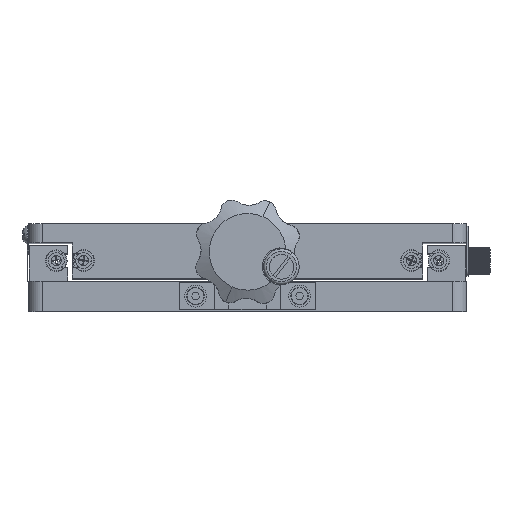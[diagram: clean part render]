
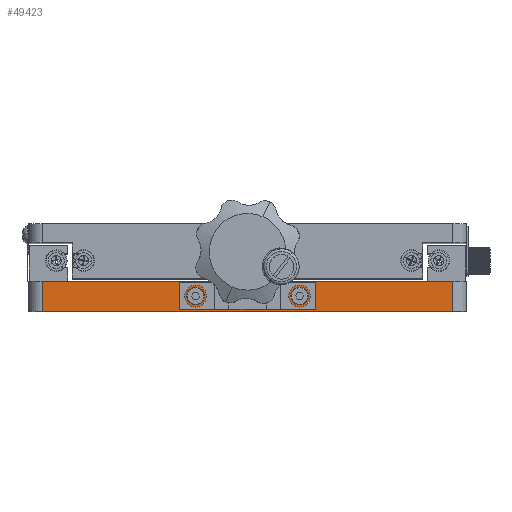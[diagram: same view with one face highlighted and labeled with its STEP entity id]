
A CAD part, top view. The second image highlights one B-rep face of the part: STEP entity #49423.
In plain terms, the highlighted planar face has unit normal (0, 0, 1).
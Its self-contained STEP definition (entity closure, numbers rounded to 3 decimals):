
#357 = CARTESIAN_POINT ( 'NONE',  ( -12.5, 5.5, 0. ) ) ;
#477 = FACE_BOUND ( 'NONE', #43662, .T. ) ;
#1934 = ORIENTED_EDGE ( 'NONE', *, *, #24272, .F. ) ;
#2545 = EDGE_CURVE ( 'NONE', #52581, #60844, #59814, .T. ) ;
#2852 = CARTESIAN_POINT ( 'NONE',  ( 19., 7.15, 0. ) ) ;
#2961 = CIRCLE ( 'NONE', #48870, 1.65 ) ;
#3198 = VECTOR ( 'NONE', #40739, 1000. ) ;
#3292 = DIRECTION ( 'NONE',  ( -1., 0., 0. ) ) ;
#3617 = ORIENTED_EDGE ( 'NONE', *, *, #42003, .T. ) ;
#4085 = DIRECTION ( 'NONE',  ( 0., 1., 0. ) ) ;
#4259 = AXIS2_PLACEMENT_3D ( 'NONE', #65297, #34277, #3292 ) ;
#4281 = CARTESIAN_POINT ( 'NONE',  ( -75., 11., 0. ) ) ;
#5549 = CARTESIAN_POINT ( 'NONE',  ( -80., 11., 0. ) ) ;
#6352 = VECTOR ( 'NONE', #7890, 1000. ) ;
#6360 = VECTOR ( 'NONE', #4085, 1000. ) ;
#6413 = CARTESIAN_POINT ( 'NONE',  ( 10., 5.5, 0. ) ) ;
#6582 = CARTESIAN_POINT ( 'NONE',  ( 12.5, 5.5, 0. ) ) ;
#7890 = DIRECTION ( 'NONE',  ( 1., 0., 0. ) ) ;
#8455 = DIRECTION ( 'NONE',  ( 0., 0., 1. ) ) ;
#9051 = VERTEX_POINT ( 'NONE', #2852 ) ;
#9072 = CARTESIAN_POINT ( 'NONE',  ( 75., 11., 0. ) ) ;
#9080 = EDGE_CURVE ( 'NONE', #52837, #17751, #46538, .T. ) ;
#10735 = DIRECTION ( 'NONE',  ( 1., 0., 0. ) ) ;
#11181 = CIRCLE ( 'NONE', #32596, 2.5 ) ;
#11196 = AXIS2_PLACEMENT_3D ( 'NONE', #21092, #57340, #26295 ) ;
#11219 = CARTESIAN_POINT ( 'NONE',  ( -19., 7.15, 0. ) ) ;
#11571 = DIRECTION ( 'NONE',  ( -1., 0., 0. ) ) ;
#11807 = EDGE_CURVE ( 'NONE', #52405, #25302, #11181, .T. ) ;
#13206 = CARTESIAN_POINT ( 'NONE',  ( -10., 5.5, 0. ) ) ;
#13992 = VERTEX_POINT ( 'NONE', #20024 ) ;
#15652 = CIRCLE ( 'NONE', #28662, 1.65 ) ;
#16918 = EDGE_LOOP ( 'NONE', ( #66128, #35063 ) ) ;
#17182 = EDGE_CURVE ( 'NONE', #25302, #52405, #20770, .T. ) ;
#17751 = VERTEX_POINT ( 'NONE', #42266 ) ;
#18310 = CIRCLE ( 'NONE', #62243, 1.65 ) ;
#18352 = DIRECTION ( 'NONE',  ( 1., 0., 0. ) ) ;
#18425 = DIRECTION ( 'NONE',  ( -1., 0., 0. ) ) ;
#20024 = CARTESIAN_POINT ( 'NONE',  ( 75., 11., 0. ) ) ;
#20770 = CIRCLE ( 'NONE', #11196, 2.5 ) ;
#20905 = LINE ( 'NONE', #44148, #22545 ) ;
#21092 = CARTESIAN_POINT ( 'NONE',  ( 10., 5.5, 0. ) ) ;
#21144 = CARTESIAN_POINT ( 'NONE',  ( 75., 0., 0. ) ) ;
#22545 = VECTOR ( 'NONE', #18352, 1000. ) ;
#23118 = DIRECTION ( 'NONE',  ( 0., 0., 1. ) ) ;
#23533 = CARTESIAN_POINT ( 'NONE',  ( -80., 0., 0. ) ) ;
#24272 = EDGE_CURVE ( 'NONE', #56158, #13992, #20905, .T. ) ;
#24573 = CARTESIAN_POINT ( 'NONE',  ( -19., 5.5, 0. ) ) ;
#24807 = FACE_OUTER_BOUND ( 'NONE', #49383, .T. ) ;
#25302 = VERTEX_POINT ( 'NONE', #37076 ) ;
#26295 = DIRECTION ( 'NONE',  ( -1., 0., 0. ) ) ;
#27978 = EDGE_CURVE ( 'NONE', #9051, #49039, #18310, .T. ) ;
#28662 = AXIS2_PLACEMENT_3D ( 'NONE', #61016, #29995, #66169 ) ;
#29768 = DIRECTION ( 'NONE',  ( 0., -1., 0. ) ) ;
#29995 = DIRECTION ( 'NONE',  ( 0., 0., 1. ) ) ;
#32596 = AXIS2_PLACEMENT_3D ( 'NONE', #6413, #42567, #11571 ) ;
#33293 = ORIENTED_EDGE ( 'NONE', *, *, #51711, .F. ) ;
#33426 = ORIENTED_EDGE ( 'NONE', *, *, #9080, .F. ) ;
#33882 = LINE ( 'NONE', #9072, #6360 ) ;
#34277 = DIRECTION ( 'NONE',  ( 0., 0., 1. ) ) ;
#35063 = ORIENTED_EDGE ( 'NONE', *, *, #27978, .F. ) ;
#35843 = AXIS2_PLACEMENT_3D ( 'NONE', #13206, #49476, #18425 ) ;
#37076 = CARTESIAN_POINT ( 'NONE',  ( 7.5, 5.5, 0. ) ) ;
#37218 = ORIENTED_EDGE ( 'NONE', *, *, #17182, .F. ) ;
#39372 = CARTESIAN_POINT ( 'NONE',  ( -19., 5.5, 0. ) ) ;
#39910 = EDGE_CURVE ( 'NONE', #49039, #9051, #15652, .T. ) ;
#40159 = ORIENTED_EDGE ( 'NONE', *, *, #64014, .F. ) ;
#40739 = DIRECTION ( 'NONE',  ( 0., -1., 0. ) ) ;
#41708 = DIRECTION ( 'NONE',  ( 0., 0., -1. ) ) ;
#42003 = EDGE_CURVE ( 'NONE', #56158, #52581, #44464, .T. ) ;
#42266 = CARTESIAN_POINT ( 'NONE',  ( -7.5, 5.5, 0. ) ) ;
#42567 = DIRECTION ( 'NONE',  ( 0., 0., 1. ) ) ;
#43662 = EDGE_LOOP ( 'NONE', ( #33293, #54114 ) ) ;
#44148 = CARTESIAN_POINT ( 'NONE',  ( -80., 11., 0. ) ) ;
#44464 = LINE ( 'NONE', #56213, #3198 ) ;
#44649 = DIRECTION ( 'NONE',  ( 0., -1., 0. ) ) ;
#44999 = CARTESIAN_POINT ( 'NONE',  ( -75., 0., 0. ) ) ;
#45378 = ORIENTED_EDGE ( 'NONE', *, *, #48701, .T. ) ;
#46126 = VERTEX_POINT ( 'NONE', #62921 ) ;
#46208 = EDGE_LOOP ( 'NONE', ( #33426, #40159 ) ) ;
#46538 = CIRCLE ( 'NONE', #4259, 2.5 ) ;
#47867 = AXIS2_PLACEMENT_3D ( 'NONE', #5549, #41708, #10735 ) ;
#48701 = EDGE_CURVE ( 'NONE', #60844, #13992, #33882, .T. ) ;
#48833 = CARTESIAN_POINT ( 'NONE',  ( 19., 3.85, 0. ) ) ;
#48870 = AXIS2_PLACEMENT_3D ( 'NONE', #24573, #60786, #29768 ) ;
#49039 = VERTEX_POINT ( 'NONE', #48833 ) ;
#49383 = EDGE_LOOP ( 'NONE', ( #56804, #45378, #1934, #3617 ) ) ;
#49423 = ADVANCED_FACE ( 'NONE', ( #64474, #66077, #477, #50720, #24807 ), #51953, .F. ) ;
#49476 = DIRECTION ( 'NONE',  ( 0., 0., 1. ) ) ;
#50720 = FACE_BOUND ( 'NONE', #16918, .T. ) ;
#51310 = CIRCLE ( 'NONE', #35843, 2.5 ) ;
#51711 = EDGE_CURVE ( 'NONE', #46126, #52920, #2961, .T. ) ;
#51953 = PLANE ( 'NONE',  #47867 ) ;
#52405 = VERTEX_POINT ( 'NONE', #6582 ) ;
#52581 = VERTEX_POINT ( 'NONE', #44999 ) ;
#52755 = EDGE_LOOP ( 'NONE', ( #37218, #62232 ) ) ;
#52837 = VERTEX_POINT ( 'NONE', #357 ) ;
#52920 = VERTEX_POINT ( 'NONE', #11219 ) ;
#54107 = CARTESIAN_POINT ( 'NONE',  ( 19., 5.5, 0. ) ) ;
#54114 = ORIENTED_EDGE ( 'NONE', *, *, #59238, .F. ) ;
#56158 = VERTEX_POINT ( 'NONE', #4281 ) ;
#56213 = CARTESIAN_POINT ( 'NONE',  ( -75., 11., 0. ) ) ;
#56804 = ORIENTED_EDGE ( 'NONE', *, *, #2545, .T. ) ;
#57340 = DIRECTION ( 'NONE',  ( 0., 0., 1. ) ) ;
#57672 = AXIS2_PLACEMENT_3D ( 'NONE', #39372, #8455, #44649 ) ;
#59238 = EDGE_CURVE ( 'NONE', #52920, #46126, #63047, .T. ) ;
#59332 = DIRECTION ( 'NONE',  ( 0., -1., 0. ) ) ;
#59814 = LINE ( 'NONE', #23533, #6352 ) ;
#60786 = DIRECTION ( 'NONE',  ( 0., 0., 1. ) ) ;
#60844 = VERTEX_POINT ( 'NONE', #21144 ) ;
#61016 = CARTESIAN_POINT ( 'NONE',  ( 19., 5.5, 0. ) ) ;
#62232 = ORIENTED_EDGE ( 'NONE', *, *, #11807, .F. ) ;
#62243 = AXIS2_PLACEMENT_3D ( 'NONE', #54107, #23118, #59332 ) ;
#62921 = CARTESIAN_POINT ( 'NONE',  ( -19., 3.85, 0. ) ) ;
#63047 = CIRCLE ( 'NONE', #57672, 1.65 ) ;
#64014 = EDGE_CURVE ( 'NONE', #17751, #52837, #51310, .T. ) ;
#64474 = FACE_BOUND ( 'NONE', #52755, .T. ) ;
#65297 = CARTESIAN_POINT ( 'NONE',  ( -10., 5.5, 0. ) ) ;
#66077 = FACE_BOUND ( 'NONE', #46208, .T. ) ;
#66128 = ORIENTED_EDGE ( 'NONE', *, *, #39910, .F. ) ;
#66169 = DIRECTION ( 'NONE',  ( 0., -1., 0. ) ) ;
